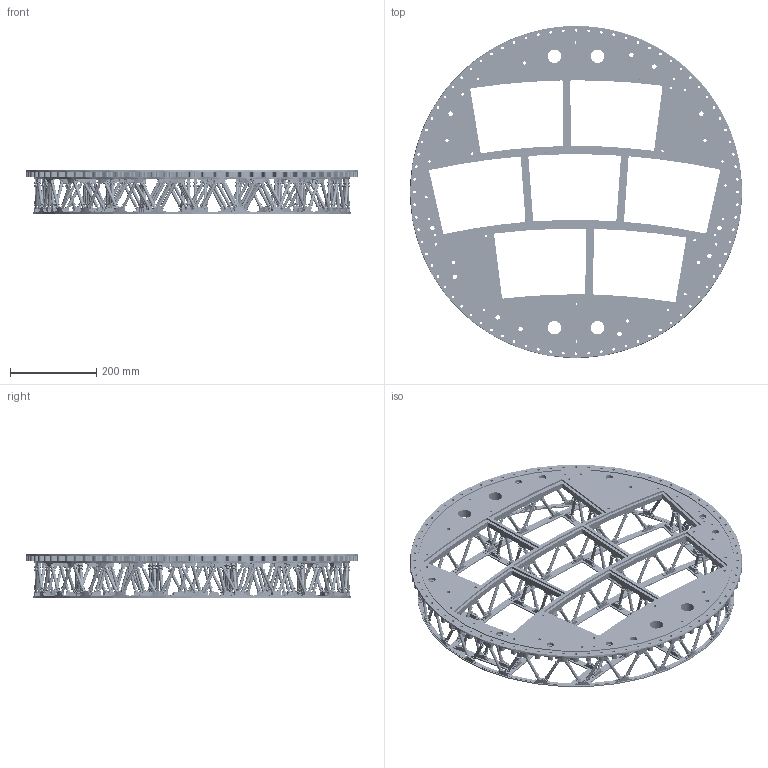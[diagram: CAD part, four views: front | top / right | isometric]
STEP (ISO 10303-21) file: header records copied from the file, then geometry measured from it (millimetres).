
FILE_DESCRIPTION((''),'2;1');
FILE_NAME('LP1Endplate3-Assembly-Full.stp','2012-01-03T10:58:25',('dpp2'),(''),'Autodesk Inventor 2011','Autodesk Inventor 2011','');
FILE_SCHEMA(('AUTOMOTIVE_DESIGN { 1 0 10303 214 1 1 1 1 }'));
Length unit declared in the file: millimetre
Products named in the file (22): LP1Endplate3-Assembly-Full; LP1Endplate3-Assembly-Inside; LP1Endplate3-Assembly-MainPlate; LP1Endplate3-Assembly-StrutInRow0-Mount; LP1Endplate3-Assembly-StrutOuter-Mount-OnEndplate; LP1Endplate3-Assembly-StrutAboveRow0-Mount-OnEndplate; LP1Endplate3-Assembly-StrutInRow0; LP1Endplate3-Assembly-StrutInRow0-Strut; LP1Endplate3-Assembly-StrutCommon-ThreadRod1024; LP1Endplate3-Assembly-StrutCommon-ThreadRod1032; LP1Endplate3-Assembly-StrutCommon-Nut1024; LP1Endplate3-Assembly-StrutCommon-Nut1032; LP1Endplate3-Assembly-StrutAboveRow0; LP1Endplate3-Assembly-StrutAboveRow0-Strut; LP1Endplate3-Assembly-StrutOuter; LP1Endplate3-Assembly-StrutOuter-Strut; ScrewFlat2; ScrewRound2; LP1Endplate3-Assembly-Outside; LP1Endplate3-Assembly-BackDisk; LP1Endplate3-Assembly-StrutOuter-Mount-OnBackDisk; LP1Endplate3-Assembly-StrutAboveRow0-Mount-OnBackDisk
Assembly tree (314 placements, depth 4):
  LP1Endplate3-Assembly-Full
    LP1Endplate3-Assembly-Inside
      LP1Endplate3-Assembly-MainPlate
      LP1Endplate3-Assembly-StrutInRow0-Mount  x22
      LP1Endplate3-Assembly-StrutOuter-Mount-OnEndplate  x24
      LP1Endplate3-Assembly-StrutAboveRow0-Mount-OnEndplate  x20
      LP1Endplate3-Assembly-StrutInRow0  x44
        LP1Endplate3-Assembly-StrutInRow0-Strut
        LP1Endplate3-Assembly-StrutCommon-ThreadRod1024
        LP1Endplate3-Assembly-StrutCommon-ThreadRod1032
        LP1Endplate3-Assembly-StrutCommon-Nut1024
        LP1Endplate3-Assembly-StrutCommon-Nut1032
      LP1Endplate3-Assembly-StrutAboveRow0  x40
        LP1Endplate3-Assembly-StrutAboveRow0-Strut
        LP1Endplate3-Assembly-StrutCommon-ThreadRod1024
        LP1Endplate3-Assembly-StrutCommon-ThreadRod1032
        LP1Endplate3-Assembly-StrutCommon-Nut1024
        LP1Endplate3-Assembly-StrutCommon-Nut1032
      LP1Endplate3-Assembly-StrutOuter  x48
        LP1Endplate3-Assembly-StrutOuter-Strut
        LP1Endplate3-Assembly-StrutCommon-ThreadRod1024
        LP1Endplate3-Assembly-StrutCommon-ThreadRod1032
        LP1Endplate3-Assembly-StrutCommon-Nut1024
        LP1Endplate3-Assembly-StrutCommon-Nut1032
      ScrewFlat2  x3
      ScrewRound2  x6
    LP1Endplate3-Assembly-Outside
      LP1Endplate3-Assembly-BackDisk
      LP1Endplate3-Assembly-StrutInRow0-Mount  x34
      LP1Endplate3-Assembly-StrutOuter-Mount-OnBackDisk  x24
      LP1Endplate3-Assembly-StrutAboveRow0-Mount-OnBackDisk  x24
Bounding box: 770 x 770 x 100.21 mm (x, y, z)
Volume: 3344562.8 mm3; surface area: 1771660.6 mm2
Topology: 1083 solids, 1083 shells, 15745 faces, 38974 edges, 25621 vertices
Faces by surface type: plane 8996, cylinder 4562, cone 2181, sphere 6
Full cylindrical faces by diameter (mm): 1 x148, 2.459 x18, 2.642 x198, 2.9 x28, 3 x28, 3.242 x16, 3.505 x9, 3.581 x690, 3.683 x544, 3.962 x544, 4.826 x264, 6 x68, 6.2 x40, 6.426 x3, 6.553 x6, 7 x132, 7.2 x132, 7.95 x6, 10 x1, 10.084 x10, 17 x10, 18 x6, 31 x4, 716 x1, 726.7 x1, 732 x2, 734 x1, 736 x1, 770 x1
Entity records: 91774 total; most frequent: DIRECTION 17250, CARTESIAN_POINT 15019, ORIENTED_EDGE 13464, AXIS2_PLACEMENT_3D 7237, EDGE_CURVE 6732, VERTEX_POINT 4982, EDGE_LOOP 4962, CIRCLE 3944
